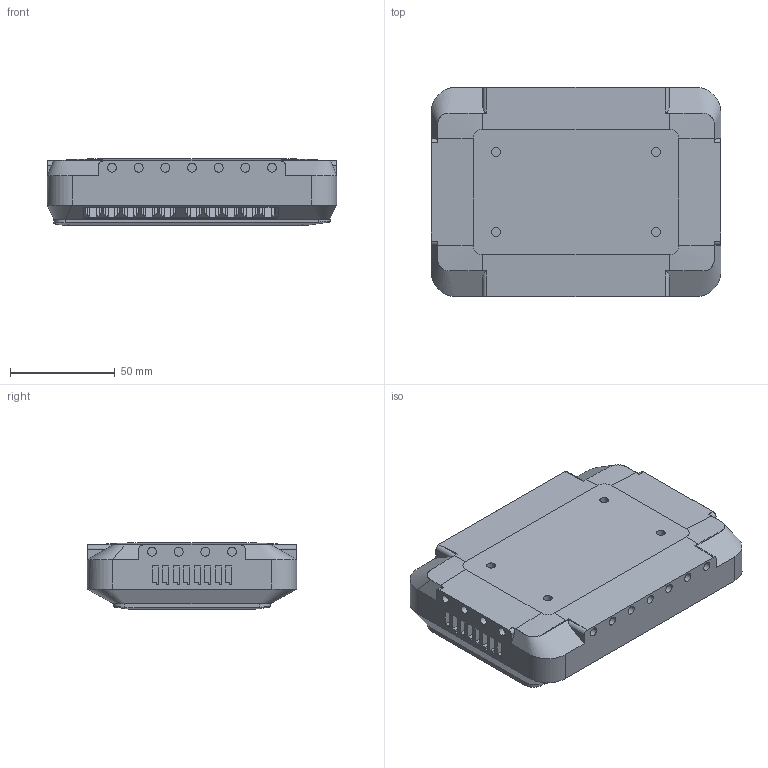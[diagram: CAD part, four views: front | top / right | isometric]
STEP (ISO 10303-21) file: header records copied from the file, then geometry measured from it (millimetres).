
FILE_DESCRIPTION (( 'STEP AP214' ), '1' );
FILE_NAME ('276-4810.STEP', '2023-05-24T15:04:02', ( '' ), ( '' ), 'SwSTEP 2.0', 'SolidWorks 2021', '' );
FILE_SCHEMA (( 'AUTOMOTIVE_DESIGN' ));
Length unit declared in the file: millimetre
Products named in the file (1): 276-4810
Bounding box: 137.92 x 99.82 x 31.56 mm (x, y, z)
Surface area: 62996.3 mm2 (no closed solid volume)
Topology: 0 solids, 5 shells, 598 faces, 1667 edges, 1120 vertices
Faces by surface type: plane 472, cylinder 96, bspline 18, cone 12
Entity records: 23138 total; most frequent: CARTESIAN_POINT 7621, ORIENTED_EDGE 3285, DIRECTION 2834, EDGE_CURVE 1667, LINE 1328, VECTOR 1328, VERTEX_POINT 1120, AXIS2_PLACEMENT_3D 753
